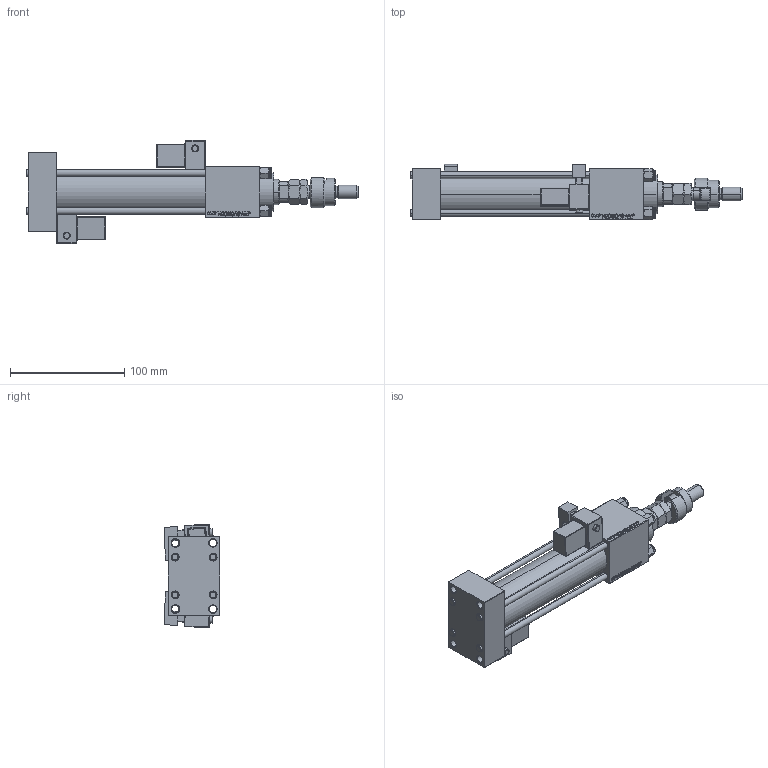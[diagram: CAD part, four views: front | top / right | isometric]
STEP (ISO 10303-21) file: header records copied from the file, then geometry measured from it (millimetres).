
FILE_DESCRIPTION (( 'STEP AP203' ), '1' );
FILE_NAME ('495a.STEP', '2023-08-23T12:38:57', ( '' ), ( '' ), 'SwSTEP 2.0', 'SolidWorks 2019', '' );
FILE_SCHEMA (( 'CONFIG_CONTROL_DESIGN' ));
Length unit declared in the file: millimetre
Products named in the file (10): V215CR_MSU a01bbe52ac3bba81ba9cc04f11df7d7e; V215CR_VCP_E a01bbe52ac3bba81ba9cc04f11df7d7e; V215_VC_A a01bbe52ac3bba81ba9cc04f11df7d7e; FEMALE_PART_FOR_DFA a01bbe52ac3bba81ba9cc04f11df7d7e; V215CR_E_Body a01bbe52ac3bba81ba9cc04f11df7d7e; 495a; V215CR_TYCINKA_E a01bbe52ac3bba81ba9cc04f11df7d7e; DFA a01bbe52ac3bba81ba9cc04f11df7d7e; NUT_M5_E a01bbe52ac3bba81ba9cc04f11df7d7e; MFA a01bbe52ac3bba81ba9cc04f11df7d7e
Assembly tree (16 placements, depth 3):
  495a
    V215CR_E_Body a01bbe52ac3bba81ba9cc04f11df7d7e
    V215CR_VCP_E a01bbe52ac3bba81ba9cc04f11df7d7e
    V215CR_TYCINKA_E a01bbe52ac3bba81ba9cc04f11df7d7e  x4
    NUT_M5_E a01bbe52ac3bba81ba9cc04f11df7d7e  x4
    V215_VC_A a01bbe52ac3bba81ba9cc04f11df7d7e
    DFA a01bbe52ac3bba81ba9cc04f11df7d7e
      FEMALE_PART_FOR_DFA a01bbe52ac3bba81ba9cc04f11df7d7e
      MFA a01bbe52ac3bba81ba9cc04f11df7d7e
    V215CR_MSU a01bbe52ac3bba81ba9cc04f11df7d7e  x2
Bounding box: 291 x 48.72 x 90.31 mm (x, y, z)
Volume: 360874 mm3; surface area: 128867.9 mm2
Topology: 15 solids, 15 shells, 1379 faces, 3412 edges, 2153 vertices
Faces by surface type: plane 587, bspline 392, cone 192, cylinder 160, torus 24, sphere 24
Entity records: 55057 total; most frequent: CARTESIAN_POINT 28119, ORIENTED_EDGE 5922, DIRECTION 4057, EDGE_CURVE 2961, VERTEX_POINT 1909, VECTOR 1723, LINE 1723, EDGE_LOOP 1318
